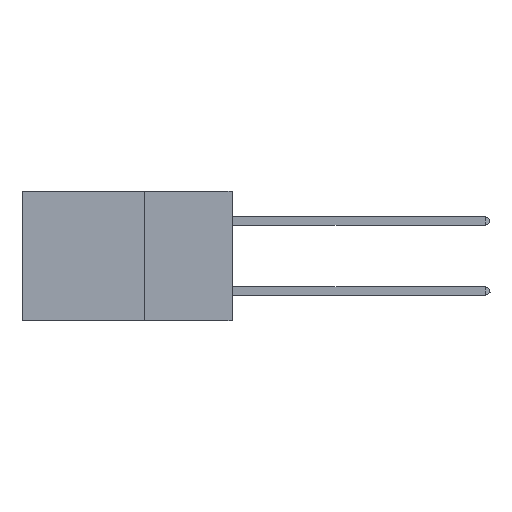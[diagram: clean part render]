
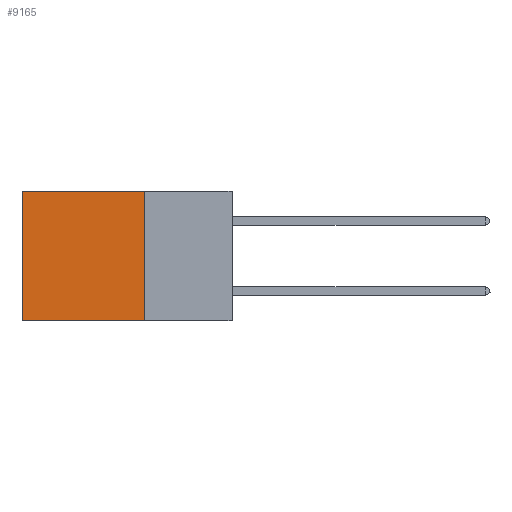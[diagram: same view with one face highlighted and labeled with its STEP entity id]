
A CAD part, left-side view. The second image highlights one B-rep face of the part: STEP entity #9165.
In plain terms, the highlighted planar face has unit normal (-1, 0, 0).
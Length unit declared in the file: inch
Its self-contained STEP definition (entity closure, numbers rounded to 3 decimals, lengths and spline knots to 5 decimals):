
#195 = ORIENTED_EDGE ( 'NONE', *, *, #18928, .F. ) ;
#211 = EDGE_CURVE ( 'NONE', #9513, #13306, #5510, .T. ) ;
#281 = DIRECTION ( 'NONE',  ( 0., 0., -1. ) ) ;
#601 = CARTESIAN_POINT ( 'NONE',  ( 0.2875, 0.25, -0.37 ) ) ;
#974 = VECTOR ( 'NONE', #281, 39.37008 ) ;
#1930 = DIRECTION ( 'NONE',  ( 0., 1., 0. ) ) ;
#3690 = CARTESIAN_POINT ( 'NONE',  ( 0.2875, 0.25, 0. ) ) ;
#3727 = EDGE_CURVE ( 'NONE', #13306, #11017, #17733, .T. ) ;
#3813 = FACE_OUTER_BOUND ( 'NONE', #14106, .T. ) ;
#4241 = CARTESIAN_POINT ( 'NONE',  ( 0.2875, 0.25, 0. ) ) ;
#5414 = CARTESIAN_POINT ( 'NONE',  ( 0.2875, 0.6, 0. ) ) ;
#5510 = LINE ( 'NONE', #5611, #17693 ) ;
#5611 = CARTESIAN_POINT ( 'NONE',  ( 0.2875, 0.25, 0. ) ) ;
#6836 = ORIENTED_EDGE ( 'NONE', *, *, #3727, .T. ) ;
#8055 = PLANE ( 'NONE',  #8521 ) ;
#8521 = AXIS2_PLACEMENT_3D ( 'NONE', #4241, #9639, #11326 ) ;
#8584 = ORIENTED_EDGE ( 'NONE', *, *, #211, .T. ) ;
#8889 = DIRECTION ( 'NONE',  ( 0., 0., -1. ) ) ;
#9165 = ADVANCED_FACE ( 'NONE', ( #3813 ), #8055, .F. ) ;
#9513 = VERTEX_POINT ( 'NONE', #3690 ) ;
#9639 = DIRECTION ( 'NONE',  ( 1., 0., 0. ) ) ;
#10791 = CARTESIAN_POINT ( 'NONE',  ( 0.2875, 0.6, 0. ) ) ;
#11017 = VERTEX_POINT ( 'NONE', #21145 ) ;
#11080 = VERTEX_POINT ( 'NONE', #601 ) ;
#11326 = DIRECTION ( 'NONE',  ( 0., 0., -1. ) ) ;
#13306 = VERTEX_POINT ( 'NONE', #10791 ) ;
#14106 = EDGE_LOOP ( 'NONE', ( #6836, #195, #14983, #8584 ) ) ;
#14283 = VECTOR ( 'NONE', #1930, 39.37008 ) ;
#14983 = ORIENTED_EDGE ( 'NONE', *, *, #16534, .F. ) ;
#15566 = CARTESIAN_POINT ( 'NONE',  ( 0.2875, 0.25, 0. ) ) ;
#16534 = EDGE_CURVE ( 'NONE', #9513, #11080, #17621, .T. ) ;
#17070 = CARTESIAN_POINT ( 'NONE',  ( 0.2875, 0.25, -0.37 ) ) ;
#17524 = VECTOR ( 'NONE', #8889, 39.37008 ) ;
#17621 = LINE ( 'NONE', #15566, #974 ) ;
#17622 = DIRECTION ( 'NONE',  ( 0., 1., 0. ) ) ;
#17693 = VECTOR ( 'NONE', #17622, 39.37008 ) ;
#17733 = LINE ( 'NONE', #5414, #17524 ) ;
#18928 = EDGE_CURVE ( 'NONE', #11080, #11017, #19182, .T. ) ;
#19182 = LINE ( 'NONE', #17070, #14283 ) ;
#21145 = CARTESIAN_POINT ( 'NONE',  ( 0.2875, 0.6, -0.37 ) ) ;
